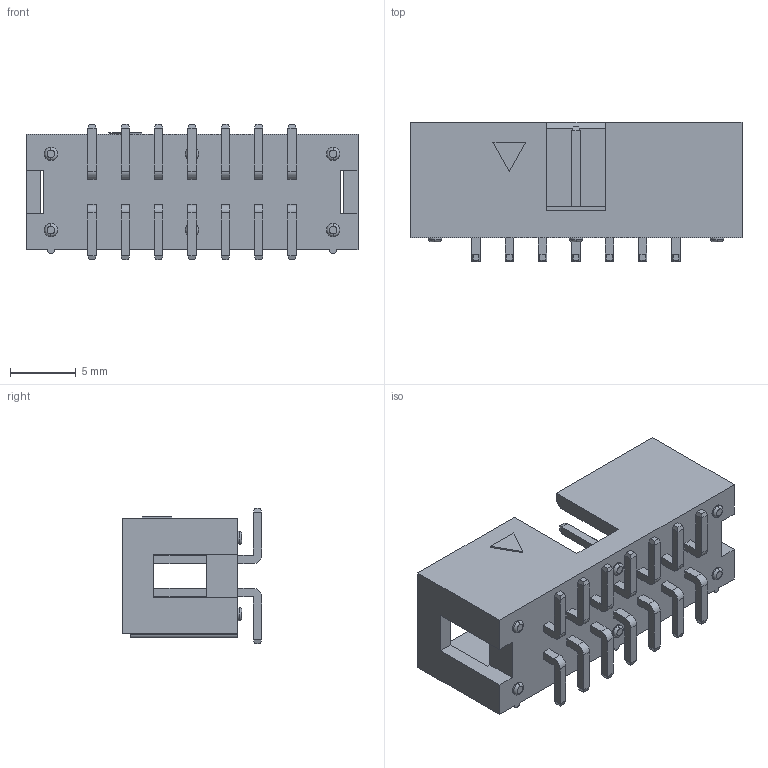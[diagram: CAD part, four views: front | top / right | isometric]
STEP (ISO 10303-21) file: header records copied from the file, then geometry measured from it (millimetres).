
FILE_DESCRIPTION (( 'STEP AP214' ), '1' );
FILE_NAME ('11093, SBH11-NBPC-D07-SM-_ _.STEP', '2014-07-09T03:41:59', ( '' ), ( '' ), 'SwSTEP 2.0', 'SolidWorks 2012', '' );
FILE_SCHEMA (( 'AUTOMOTIVE_DESIGN' ));
Length unit declared in the file: millimetre
Products named in the file (1): 11093, SBH11-NBPC-D07-SM-_ _
Bounding box: 25.28 x 10.62 x 10.3 mm (x, y, z)
Volume: 972.3 mm3; surface area: 1751.8 mm2
Topology: 1 solids, 1 shells, 372 faces, 889 edges, 550 vertices
Faces by surface type: plane 328, cylinder 32, torus 12
Entity records: 10499 total; most frequent: CARTESIAN_POINT 1812, ORIENTED_EDGE 1778, DIRECTION 1723, EDGE_CURVE 889, LINE 801, VECTOR 801, VERTEX_POINT 550, AXIS2_PLACEMENT_3D 461
